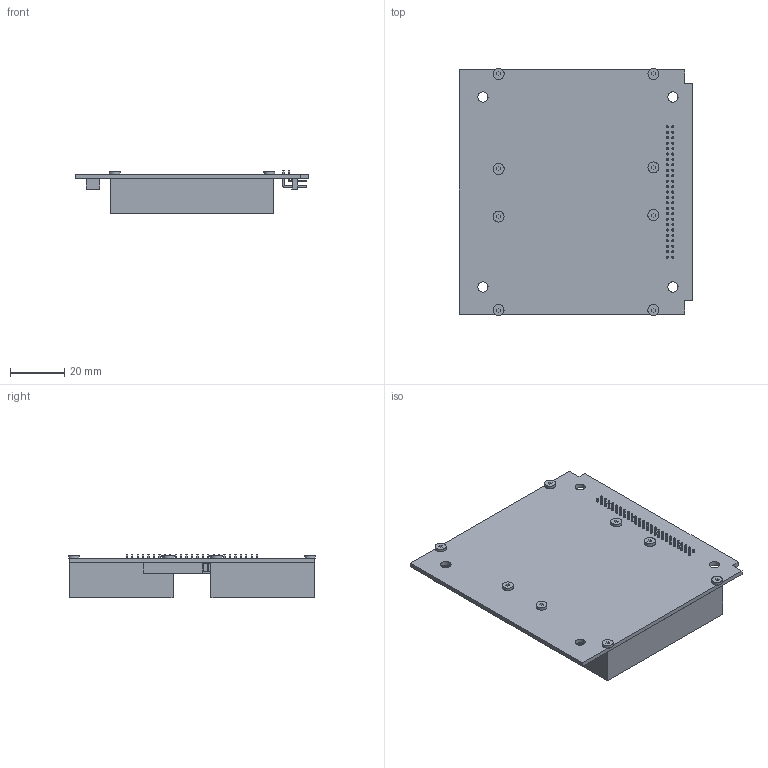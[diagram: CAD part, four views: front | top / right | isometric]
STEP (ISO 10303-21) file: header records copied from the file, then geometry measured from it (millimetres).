
FILE_DESCRIPTION(/* description */ (''),/* implementation_level */ '2;1');
FILE_NAME(/* name */ 'B4_COM_board v19.step',/* time_stamp */ '2021-05-20T07:28:26+09:00',/* author */ (''),/* organization */ (''),/* preprocessor_version */ 'ST-DEVELOPER v18.1',/* originating_system */ 'Autodesk Translation Framework v10.6.0.1341',/* authorisation */ '');
FILE_SCHEMA (('AUTOMOTIVE_DESIGN { 1 0 10303 214 3 1 1 }'));
Length unit declared in the file: millimetre
Products named in the file (5): B4_COM_board; B3_internal_board_com; B3_50pinL; ADDNICS_TRX; SSHS-M2-8
Assembly tree (12 placements, depth 2):
  B4_COM_board
    ADDNICS_TRX  x2
    B3_internal_board_com
    B3_50pinL
    SSHS-M2-8  x8
Bounding box: 86 x 91 x 16 mm (x, y, z)
Volume: 60795.5 mm3; surface area: 38285.8 mm2
Topology: 12 solids, 14 shells, 1173 faces, 2576 edges, 1548 vertices
Faces by surface type: plane 629, cylinder 536, cone 8
Full cylindrical faces by diameter (mm): 0.75 x44, 0.755 x2, 0.762 x2, 0.768 x2, 2 x8, 2.2 x16, 3.8 x4, 4 x8
Entity records: 29232 total; most frequent: DIRECTION 5161, CARTESIAN_POINT 4846, ORIENTED_EDGE 4716, EDGE_CURVE 2358, LINE 1721, VECTOR 1721, AXIS2_PLACEMENT_3D 1720, VERTEX_POINT 1405
